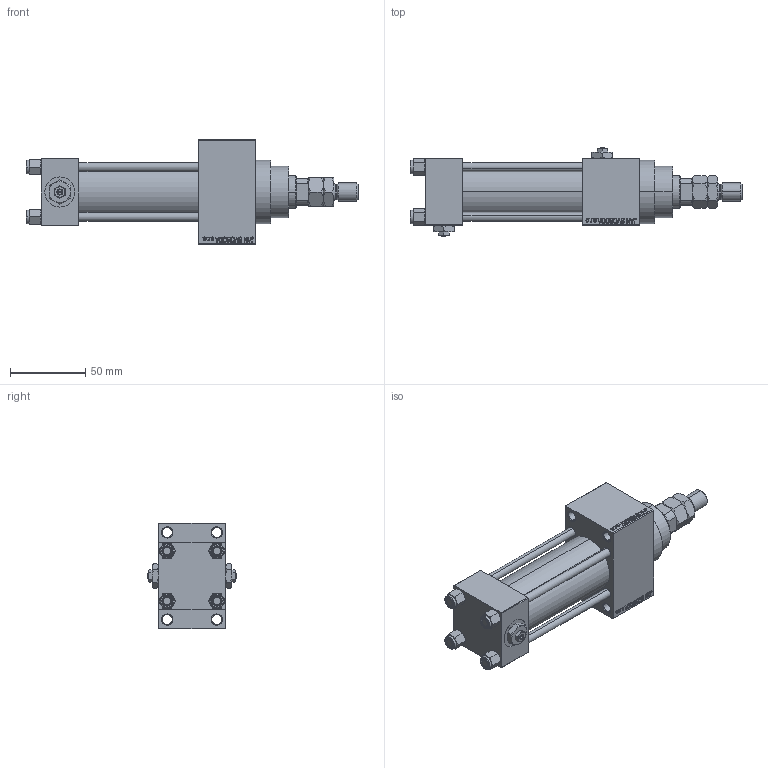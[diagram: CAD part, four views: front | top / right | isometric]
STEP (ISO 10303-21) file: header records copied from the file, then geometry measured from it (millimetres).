
FILE_DESCRIPTION (( 'STEP AP203' ), '1' );
FILE_NAME ('de86.STEP', '2022-04-15T07:10:37', ( '' ), ( '' ), 'SwSTEP 2.0', 'SolidWorks 2019', '' );
FILE_SCHEMA (( 'CONFIG_CONTROL_DESIGN' ));
Length unit declared in the file: millimetre
Products named in the file (8): MTA 6eff95852e18f5e429632a129f318c31; V215_VC_A 6eff95852e18f5e429632a129f318c31; de86; V215CR_D_Body 6eff95852e18f5e429632a129f318c31; NUT_M5_D 6eff95852e18f5e429632a129f318c31; V215CR_D_TYCINKA 6eff95852e18f5e429632a129f318c31; Zatka_pro_OIL_PORT 6eff95852e18f5e429632a129f318c31; V215CR_VCP_D 6eff95852e18f5e429632a129f318c31
Assembly tree (14 placements, depth 2):
  de86
    V215CR_D_Body 6eff95852e18f5e429632a129f318c31
    V215CR_VCP_D 6eff95852e18f5e429632a129f318c31
    NUT_M5_D 6eff95852e18f5e429632a129f318c31  x4
    V215CR_D_TYCINKA 6eff95852e18f5e429632a129f318c31  x4
    V215_VC_A 6eff95852e18f5e429632a129f318c31
    MTA 6eff95852e18f5e429632a129f318c31
    Zatka_pro_OIL_PORT 6eff95852e18f5e429632a129f318c31  x2
Bounding box: 221 x 59 x 70 mm (x, y, z)
Volume: 277813.5 mm3; surface area: 93807.8 mm2
Topology: 14 solids, 14 shells, 1238 faces, 3040 edges, 1947 vertices
Faces by surface type: plane 555, bspline 368, cone 212, cylinder 93, torus 10
Entity records: 50222 total; most frequent: CARTESIAN_POINT 26015, ORIENTED_EDGE 5380, DIRECTION 3546, EDGE_CURVE 2690, VERTEX_POINT 1745, LINE 1558, VECTOR 1558, EDGE_LOOP 1211
